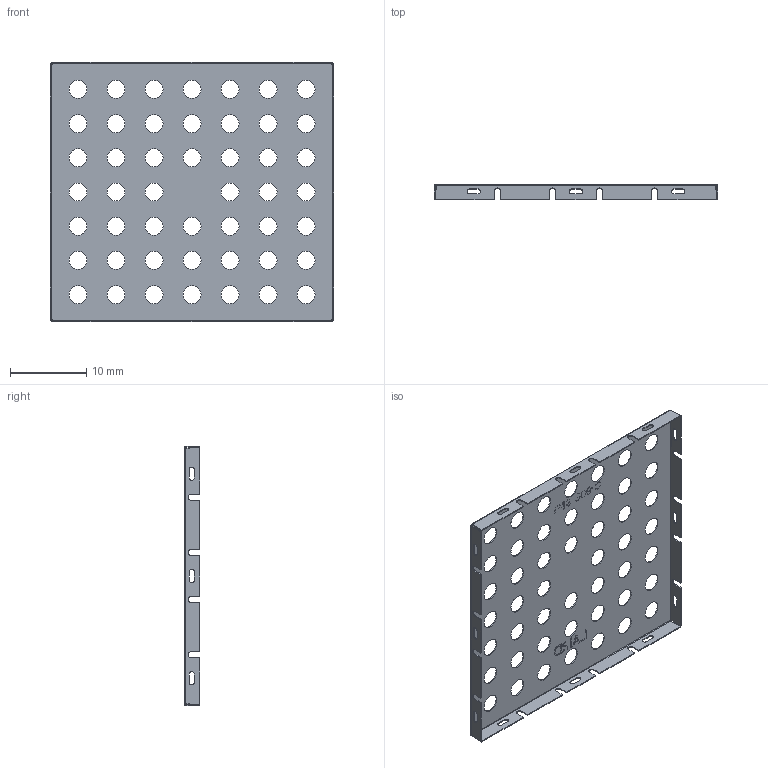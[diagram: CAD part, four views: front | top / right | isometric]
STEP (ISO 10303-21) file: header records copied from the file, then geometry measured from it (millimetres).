
FILE_DESCRIPTION((''),'2;1');
FILE_NAME('BMI-S-206-C','2012-05-11T',('Tim.Wrona'),(''),'PRO/ENGINEER BY PARAMETRIC TECHNOLOGY CORPORATION, 2010180','PRO/ENGINEER BY PARAMETRIC TECHNOLOGY CORPORATION, 2010180','');
FILE_SCHEMA(('CONFIG_CONTROL_DESIGN'));
Length unit declared in the file: millimetre
Products named in the file (1): BMI-S-206-C
Bounding box: 37.29 x 2 x 34.14 mm (x, y, z)
Volume: 167.1 mm3; surface area: 2657.8 mm2
Topology: 1 solids, 1 shells, 635 faces, 1801 edges, 1190 vertices
Faces by surface type: plane 479, cylinder 147, bspline 9
Entity records: 20943 total; most frequent: CARTESIAN_POINT 3969, ORIENTED_EDGE 3602, DIRECTION 3305, EDGE_CURVE 1801, VECTOR 1505, LINE 1505, VERTEX_POINT 1190, AXIS2_PLACEMENT_3D 900
